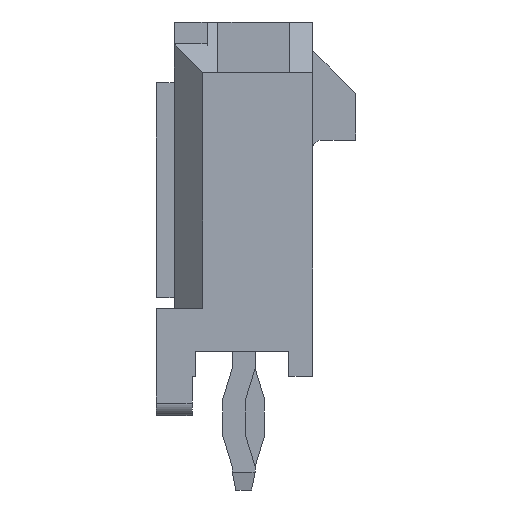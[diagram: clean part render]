
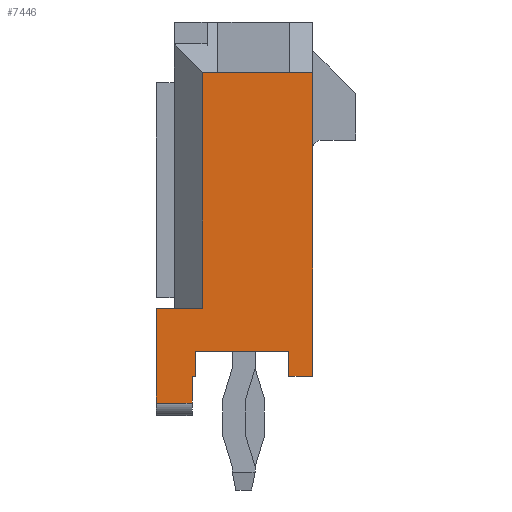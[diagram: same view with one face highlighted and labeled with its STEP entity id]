
A CAD part, left-side view. The second image highlights one B-rep face of the part: STEP entity #7446.
In plain terms, the highlighted face is planar.
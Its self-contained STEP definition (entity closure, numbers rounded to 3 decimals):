
#683=ORIENTED_EDGE('',*,*,#2011,.F.);
#684=ORIENTED_EDGE('',*,*,#1860,.T.);
#685=ORIENTED_EDGE('',*,*,#1984,.T.);
#686=ORIENTED_EDGE('',*,*,#2005,.F.);
#687=ORIENTED_EDGE('',*,*,#1843,.F.);
#688=ORIENTED_EDGE('',*,*,#1836,.F.);
#689=ORIENTED_EDGE('',*,*,#2055,.F.);
#690=ORIENTED_EDGE('',*,*,#1878,.T.);
#691=ORIENTED_EDGE('',*,*,#1875,.T.);
#692=ORIENTED_EDGE('',*,*,#1872,.T.);
#693=ORIENTED_EDGE('',*,*,#2031,.F.);
#694=ORIENTED_EDGE('',*,*,#2056,.F.);
#695=ORIENTED_EDGE('',*,*,#1974,.F.);
#696=ORIENTED_EDGE('',*,*,#1980,.T.);
#1836=EDGE_CURVE('',#2572,#2573,#3108,.T.);
#1843=EDGE_CURVE('',#2573,#2577,#3113,.T.);
#1860=EDGE_CURVE('',#2590,#2592,#3128,.T.);
#1872=EDGE_CURVE('',#2603,#2602,#3140,.T.);
#1875=EDGE_CURVE('',#2605,#2603,#3143,.T.);
#1878=EDGE_CURVE('',#2607,#2605,#3146,.T.);
#1974=EDGE_CURVE('',#2652,#2673,#3240,.T.);
#1980=EDGE_CURVE('',#2652,#2648,#3246,.T.);
#1984=EDGE_CURVE('',#2592,#2678,#3250,.T.);
#2005=EDGE_CURVE('',#2577,#2678,#3271,.T.);
#2011=EDGE_CURVE('',#2590,#2648,#3277,.T.);
#2031=EDGE_CURVE('',#2699,#2602,#3297,.T.);
#2055=EDGE_CURVE('',#2607,#2572,#3321,.T.);
#2056=EDGE_CURVE('',#2673,#2699,#3322,.T.);
#2572=VERTEX_POINT('',#9796);
#2573=VERTEX_POINT('',#9798);
#2577=VERTEX_POINT('',#9810);
#2590=VERTEX_POINT('',#9843);
#2592=VERTEX_POINT('',#9847);
#2602=VERTEX_POINT('',#9873);
#2603=VERTEX_POINT('',#9875);
#2605=VERTEX_POINT('',#9881);
#2607=VERTEX_POINT('',#9887);
#2648=VERTEX_POINT('',#10010);
#2652=VERTEX_POINT('',#10018);
#2673=VERTEX_POINT('',#10078);
#2678=VERTEX_POINT('',#10095);
#2699=VERTEX_POINT('',#10177);
#3108=LINE('',#9797,#3880);
#3113=LINE('',#9811,#3885);
#3128=LINE('',#9848,#3900);
#3140=LINE('',#9874,#3912);
#3143=LINE('',#9880,#3915);
#3146=LINE('',#9886,#3918);
#3240=LINE('',#10077,#4012);
#3246=LINE('',#10088,#4018);
#3250=LINE('',#10096,#4022);
#3271=LINE('',#10133,#4043);
#3277=LINE('',#10143,#4049);
#3297=LINE('',#10176,#4069);
#3321=LINE('',#10222,#4093);
#3322=LINE('',#10223,#4094);
#3880=VECTOR('',#8294,1000.);
#3885=VECTOR('',#8307,1000.);
#3900=VECTOR('',#8336,1000.);
#3912=VECTOR('',#8356,1000.);
#3915=VECTOR('',#8361,1000.);
#3918=VECTOR('',#8366,1000.);
#4012=VECTOR('',#8522,1000.);
#4018=VECTOR('',#8532,1000.);
#4022=VECTOR('',#8538,1000.);
#4043=VECTOR('',#8571,1000.);
#4049=VECTOR('',#8581,1000.);
#4069=VECTOR('',#8611,1000.);
#4093=VECTOR('',#8643,1000.);
#4094=VECTOR('',#8644,1000.);
#4534=EDGE_LOOP('',(#683,#684,#685,#686,#687,#688,#689,#690,#691,#692,#693,
#694,#695,#696));
#4834=FACE_BOUND('',#4534,.T.);
#5131=PLANE('',#7748);
#7446=ADVANCED_FACE('',(#4834),#5131,.F.);
#7748=AXIS2_PLACEMENT_3D('',#10221,#8641,#8642);
#8294=DIRECTION('',(0.,1.,0.));
#8307=DIRECTION('',(0.,0.,-1.));
#8336=DIRECTION('',(0.,1.,0.));
#8356=DIRECTION('',(0.,1.,0.));
#8361=DIRECTION('',(0.,0.,1.));
#8366=DIRECTION('',(0.,-1.,0.));
#8522=DIRECTION('',(0.,0.,1.));
#8532=DIRECTION('',(0.,0.,-1.));
#8538=DIRECTION('',(0.,0.,-1.));
#8571=DIRECTION('',(0.,-1.,0.));
#8581=DIRECTION('',(0.,0.,1.));
#8611=DIRECTION('',(0.,0.,-1.));
#8641=DIRECTION('',(-1.,0.,0.));
#8642=DIRECTION('',(0.,0.,1.));
#8643=DIRECTION('',(0.,0.,-1.));
#8644=DIRECTION('',(0.,1.,0.));
#9796=CARTESIAN_POINT('',(7.825,4.95,-1.185));
#9797=CARTESIAN_POINT('',(7.825,4.95,-1.185));
#9798=CARTESIAN_POINT('',(7.825,5.7,-1.185));
#9810=CARTESIAN_POINT('',(7.825,5.7,-2.185));
#9811=CARTESIAN_POINT('',(7.825,5.7,-1.185));
#9843=CARTESIAN_POINT('',(7.825,-3.536,-0.885));
#9847=CARTESIAN_POINT('',(7.825,3.05,-0.885));
#9848=CARTESIAN_POINT('',(7.825,3.05,-0.885));
#9873=CARTESIAN_POINT('',(7.825,4.95,1.515));
#9874=CARTESIAN_POINT('',(7.825,4.25,1.515));
#9875=CARTESIAN_POINT('',(7.825,4.25,1.515));
#9880=CARTESIAN_POINT('',(7.825,4.25,-1.085));
#9881=CARTESIAN_POINT('',(7.825,4.25,-1.085));
#9886=CARTESIAN_POINT('',(7.825,4.95,-1.085));
#9887=CARTESIAN_POINT('',(7.825,4.95,-1.085));
#10010=CARTESIAN_POINT('',(7.825,-3.536,-0.465));
#10018=CARTESIAN_POINT('',(7.825,-3.536,1.535));
#10077=CARTESIAN_POINT('',(7.825,-3.536,0.));
#10078=CARTESIAN_POINT('',(7.825,-3.536,2.185));
#10088=CARTESIAN_POINT('',(7.825,-3.536,1.535));
#10095=CARTESIAN_POINT('',(7.825,3.05,-2.185));
#10096=CARTESIAN_POINT('',(7.825,3.05,-1.685));
#10133=CARTESIAN_POINT('',(7.825,4.95,-2.185));
#10143=CARTESIAN_POINT('',(7.825,-3.536,0.));
#10176=CARTESIAN_POINT('',(7.825,4.95,2.185));
#10177=CARTESIAN_POINT('',(7.825,4.95,2.185));
#10221=CARTESIAN_POINT('',(7.825,0.,0.));
#10222=CARTESIAN_POINT('',(7.825,4.95,2.185));
#10223=CARTESIAN_POINT('',(7.825,-4.95,2.185));
